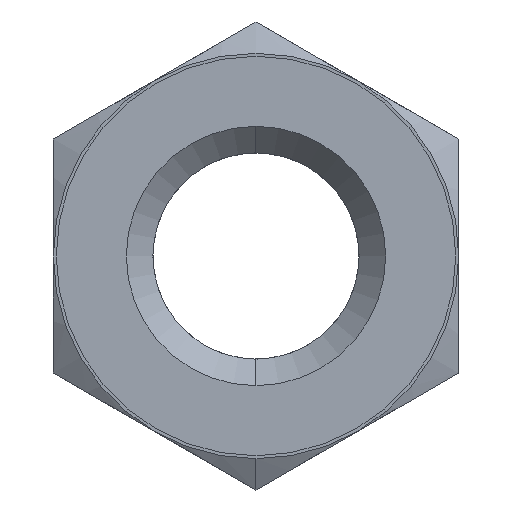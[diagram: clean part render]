
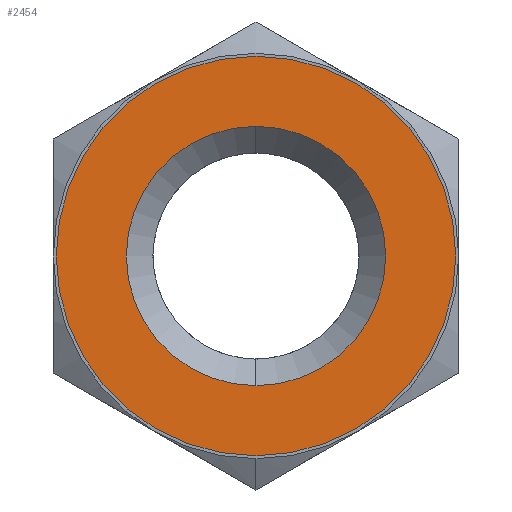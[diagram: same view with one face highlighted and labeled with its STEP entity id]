
A CAD part, left-side view. The second image highlights one B-rep face of the part: STEP entity #2454.
In plain terms, the highlighted planar face has unit normal (-1, 0, 0).
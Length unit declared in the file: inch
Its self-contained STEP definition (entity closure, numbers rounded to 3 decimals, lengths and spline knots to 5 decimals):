
#7 = DIRECTION ( 'NONE',  ( 0., 0., 1. ) ) ;
#40 = DIRECTION ( 'NONE',  ( -1., 0., 0. ) ) ;
#50 = DIRECTION ( 'NONE',  ( 0., 0., 1. ) ) ;
#282 = EDGE_LOOP ( 'NONE', ( #1589, #1507 ) ) ;
#283 = CARTESIAN_POINT ( 'NONE',  ( -0.77, 0., -0.1 ) ) ;
#289 = VERTEX_POINT ( 'NONE', #411 ) ;
#411 = CARTESIAN_POINT ( 'NONE',  ( -0.77, 0., -0.154 ) ) ;
#422 = AXIS2_PLACEMENT_3D ( 'NONE', #2349, #40, #1773 ) ;
#483 = CIRCLE ( 'NONE', #896, 0.154 ) ;
#528 = VERTEX_POINT ( 'NONE', #283 ) ;
#682 = AXIS2_PLACEMENT_3D ( 'NONE', #811, #1008, #50 ) ;
#726 = CARTESIAN_POINT ( 'NONE',  ( -0.77, 0., 0.1 ) ) ;
#811 = CARTESIAN_POINT ( 'NONE',  ( -0.77, 0., 0. ) ) ;
#896 = AXIS2_PLACEMENT_3D ( 'NONE', #1794, #1750, #7 ) ;
#900 = DIRECTION ( 'NONE',  ( 1., 0., 0. ) ) ;
#1008 = DIRECTION ( 'NONE',  ( -1., 0., 0. ) ) ;
#1069 = ORIENTED_EDGE ( 'NONE', *, *, #2336, .F. ) ;
#1111 = CARTESIAN_POINT ( 'NONE',  ( -0.77, 0.15625, -0.09021 ) ) ;
#1151 = FACE_BOUND ( 'NONE', #1855, .T. ) ;
#1161 = AXIS2_PLACEMENT_3D ( 'NONE', #1346, #2126, #1546 ) ;
#1240 = VERTEX_POINT ( 'NONE', #726 ) ;
#1346 = CARTESIAN_POINT ( 'NONE',  ( -0.77, 0., 0. ) ) ;
#1444 = CIRCLE ( 'NONE', #1161, 0.1 ) ;
#1506 = PLANE ( 'NONE',  #1798 ) ;
#1507 = ORIENTED_EDGE ( 'NONE', *, *, #2294, .T. ) ;
#1546 = DIRECTION ( 'NONE',  ( 0., 0., 1. ) ) ;
#1567 = ORIENTED_EDGE ( 'NONE', *, *, #1849, .F. ) ;
#1589 = ORIENTED_EDGE ( 'NONE', *, *, #1818, .T. ) ;
#1668 = VERTEX_POINT ( 'NONE', #2028 ) ;
#1726 = CIRCLE ( 'NONE', #682, 0.1 ) ;
#1750 = DIRECTION ( 'NONE',  ( -1., 0., 0. ) ) ;
#1773 = DIRECTION ( 'NONE',  ( 0., 0., 1. ) ) ;
#1794 = CARTESIAN_POINT ( 'NONE',  ( -0.77, 0., 0. ) ) ;
#1798 = AXIS2_PLACEMENT_3D ( 'NONE', #1111, #900, #2044 ) ;
#1818 = EDGE_CURVE ( 'NONE', #1668, #289, #1913, .T. ) ;
#1849 = EDGE_CURVE ( 'NONE', #1240, #528, #1726, .T. ) ;
#1855 = EDGE_LOOP ( 'NONE', ( #1567, #1069 ) ) ;
#1913 = CIRCLE ( 'NONE', #422, 0.154 ) ;
#2028 = CARTESIAN_POINT ( 'NONE',  ( -0.77, 0., 0.154 ) ) ;
#2044 = DIRECTION ( 'NONE',  ( 0., 0., -1. ) ) ;
#2126 = DIRECTION ( 'NONE',  ( -1., 0., 0. ) ) ;
#2294 = EDGE_CURVE ( 'NONE', #289, #1668, #483, .T. ) ;
#2336 = EDGE_CURVE ( 'NONE', #528, #1240, #1444, .T. ) ;
#2349 = CARTESIAN_POINT ( 'NONE',  ( -0.77, 0., 0. ) ) ;
#2378 = FACE_OUTER_BOUND ( 'NONE', #282, .T. ) ;
#2454 = ADVANCED_FACE ( 'NONE', ( #1151, #2378 ), #1506, .F. ) ;
